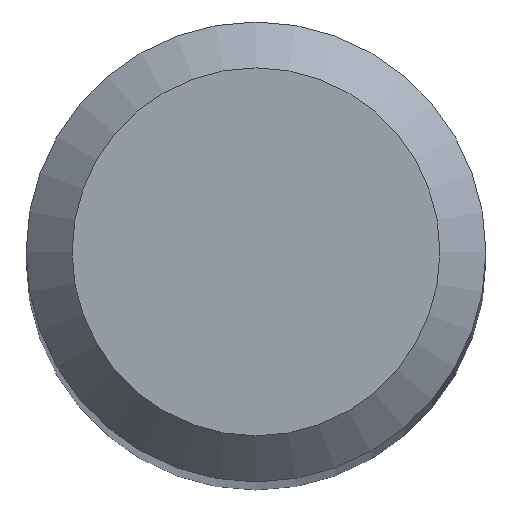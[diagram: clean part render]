
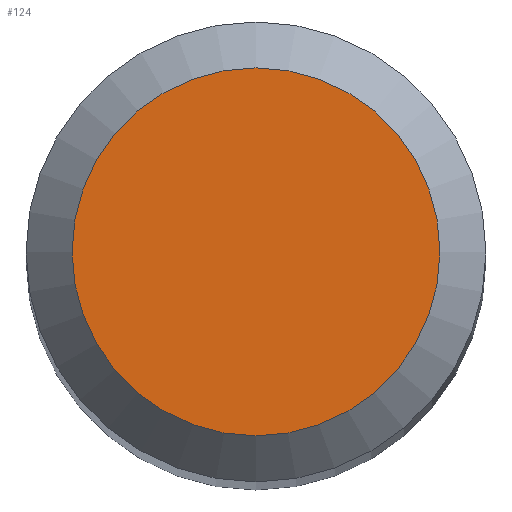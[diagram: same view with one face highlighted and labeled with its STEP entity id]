
A CAD part, top view. The second image highlights one B-rep face of the part: STEP entity #124.
In plain terms, the highlighted planar face has unit normal (0, 0, 1).
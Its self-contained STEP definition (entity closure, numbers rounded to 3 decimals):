
#9 = CARTESIAN_POINT ( 'NONE',  ( 0., 0., 38. ) ) ;
#36 = EDGE_LOOP ( 'NONE', ( #178 ) ) ;
#56 = CIRCLE ( 'NONE', #92, 1.2 ) ;
#69 = PLANE ( 'NONE',  #165 ) ;
#87 = DIRECTION ( 'NONE',  ( 0., 0., -1. ) ) ;
#92 = AXIS2_PLACEMENT_3D ( 'NONE', #155, #113, #172 ) ;
#95 = EDGE_CURVE ( 'NONE', #145, #145, #56, .T. ) ;
#99 = CARTESIAN_POINT ( 'NONE',  ( 0., 1.2, 38. ) ) ;
#113 = DIRECTION ( 'NONE',  ( 0., 0., -1. ) ) ;
#124 = ADVANCED_FACE ( 'NONE', ( #193 ), #69, .F. ) ;
#145 = VERTEX_POINT ( 'NONE', #99 ) ;
#155 = CARTESIAN_POINT ( 'NONE',  ( 0., 0., 38. ) ) ;
#165 = AXIS2_PLACEMENT_3D ( 'NONE', #9, #87, #170 ) ;
#170 = DIRECTION ( 'NONE',  ( 0., 1., 0. ) ) ;
#172 = DIRECTION ( 'NONE',  ( 0., 1., 0. ) ) ;
#178 = ORIENTED_EDGE ( 'NONE', *, *, #95, .F. ) ;
#193 = FACE_OUTER_BOUND ( 'NONE', #36, .T. ) ;
